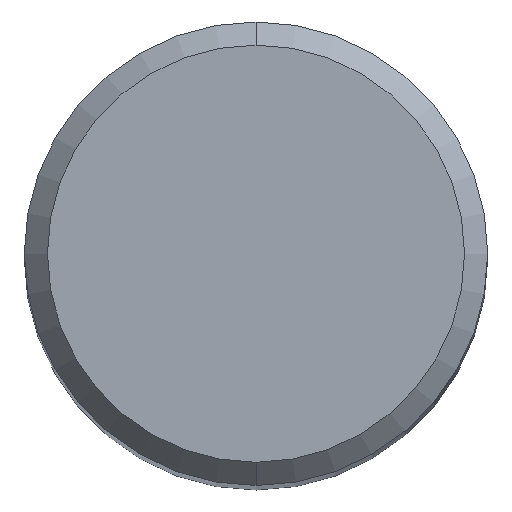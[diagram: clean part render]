
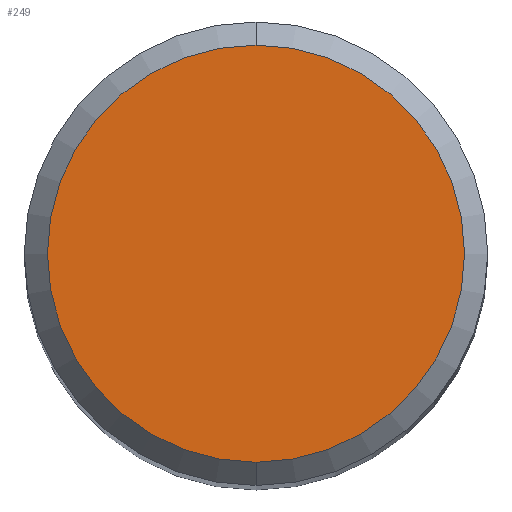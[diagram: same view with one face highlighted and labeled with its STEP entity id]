
A CAD part, top view. The second image highlights one B-rep face of the part: STEP entity #249.
In plain terms, the highlighted planar face has unit normal (0, 0, 1).
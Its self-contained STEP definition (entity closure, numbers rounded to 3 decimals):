
#249=ADVANCED_FACE('',(#560),#561,.T.);
#259=EDGE_CURVE('',#429,#403,#573,.T.);
#401=EDGE_CURVE('',#403,#429,#730,.T.);
#403=VERTEX_POINT('',#732);
#429=VERTEX_POINT('',#762);
#560=FACE_OUTER_BOUND('',#983,.T.);
#561=PLANE('',#984);
#573=CIRCLE('',#998,3.6);
#730=CIRCLE('',#1346,3.6);
#732=CARTESIAN_POINT('',(0.,-3.6,0.0));
#762=CARTESIAN_POINT('',(0.0,3.6,0.0));
#983=EDGE_LOOP('',(#1516,#1517));
#984=AXIS2_PLACEMENT_3D('',#1518,#1519,#1520);
#998=AXIS2_PLACEMENT_3D('',#1540,#1541,#1542);
#1346=AXIS2_PLACEMENT_3D('',#1724,#1725,#1726);
#1516=ORIENTED_EDGE('',*,*,#259,.F.);
#1517=ORIENTED_EDGE('',*,*,#401,.F.);
#1518=CARTESIAN_POINT('',(0.0,1.8,0.0));
#1519=DIRECTION('',(-0.0,0.0,1.0));
#1520=DIRECTION('',(0.0,-1.0,0.0));
#1540=CARTESIAN_POINT('',(0.0,0.0,0.0));
#1541=DIRECTION('',(0.0,0.0,-1.0));
#1542=DIRECTION('',(0.0,1.0,0.0));
#1724=CARTESIAN_POINT('',(0.0,0.0,0.0));
#1725=DIRECTION('',(0.0,0.0,-1.0));
#1726=DIRECTION('',(0.0,1.0,0.0));
